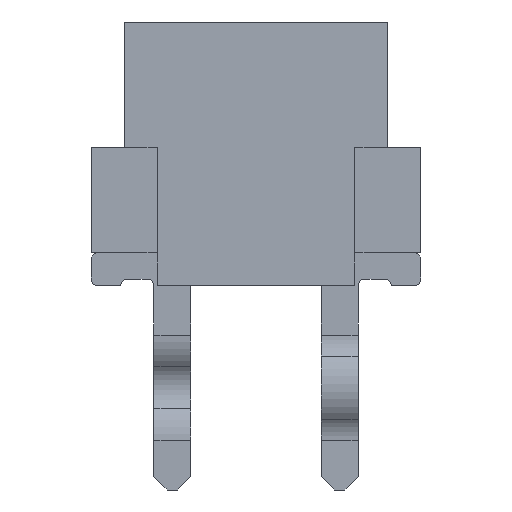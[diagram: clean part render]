
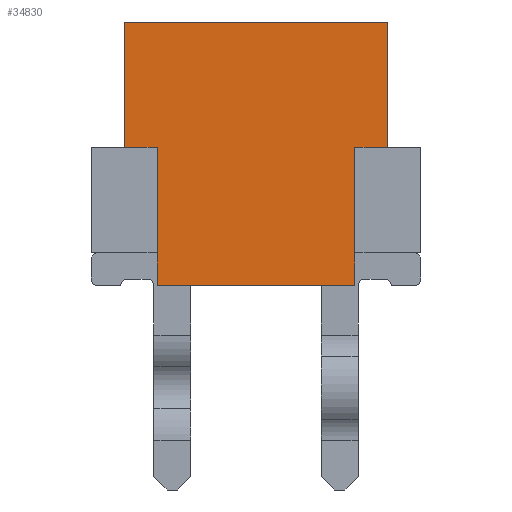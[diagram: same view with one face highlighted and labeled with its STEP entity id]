
A CAD part, front view. The second image highlights one B-rep face of the part: STEP entity #34830.
In plain terms, the highlighted face is planar.
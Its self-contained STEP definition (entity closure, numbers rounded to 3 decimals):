
#723=PLANE('',#36827);
#3300=LINE('',#50133,#6364);
#3394=LINE('',#50326,#6458);
#3487=LINE('',#50504,#6551);
#3494=LINE('',#50518,#6558);
#3498=LINE('',#50526,#6562);
#3500=LINE('',#50529,#6564);
#3501=LINE('',#50531,#6565);
#3502=LINE('',#50532,#6566);
#3503=LINE('',#50534,#6567);
#3504=LINE('',#50536,#6568);
#6364=VECTOR('',#42629,1000.);
#6458=VECTOR('',#42781,1000.);
#6551=VECTOR('',#42902,1000.);
#6558=VECTOR('',#42915,1000.);
#6562=VECTOR('',#42921,1000.);
#6564=VECTOR('',#42925,1000.);
#6565=VECTOR('',#42928,1000.);
#6566=VECTOR('',#42929,1000.);
#6567=VECTOR('',#42930,1000.);
#6568=VECTOR('',#42931,1000.);
#12749=ORIENTED_EDGE('',*,*,#17762,.F.);
#12750=ORIENTED_EDGE('',*,*,#17869,.F.);
#12751=ORIENTED_EDGE('',*,*,#17868,.F.);
#12752=ORIENTED_EDGE('',*,*,#17855,.F.);
#12753=ORIENTED_EDGE('',*,*,#17870,.F.);
#12754=ORIENTED_EDGE('',*,*,#17871,.F.);
#12755=ORIENTED_EDGE('',*,*,#17872,.F.);
#12756=ORIENTED_EDGE('',*,*,#17862,.F.);
#12757=ORIENTED_EDGE('',*,*,#17866,.F.);
#12758=ORIENTED_EDGE('',*,*,#17666,.F.);
#17666=EDGE_CURVE('',#20433,#18639,#3300,.T.);
#17762=EDGE_CURVE('',#20495,#20433,#3394,.T.);
#17855=EDGE_CURVE('',#20566,#20567,#3487,.T.);
#17862=EDGE_CURVE('',#20570,#20571,#3494,.T.);
#17866=EDGE_CURVE('',#18639,#20570,#3498,.T.);
#17868=EDGE_CURVE('',#20567,#18770,#3500,.T.);
#17869=EDGE_CURVE('',#18770,#20495,#3501,.T.);
#17870=EDGE_CURVE('',#20574,#20566,#3502,.T.);
#17871=EDGE_CURVE('',#20575,#20574,#3503,.T.);
#17872=EDGE_CURVE('',#20571,#20575,#3504,.T.);
#18639=VERTEX_POINT('',#44641);
#18770=VERTEX_POINT('',#45035);
#20433=VERTEX_POINT('',#50132);
#20495=VERTEX_POINT('',#50325);
#20566=VERTEX_POINT('',#50503);
#20567=VERTEX_POINT('',#50505);
#20570=VERTEX_POINT('',#50517);
#20571=VERTEX_POINT('',#50519);
#20574=VERTEX_POINT('',#50533);
#20575=VERTEX_POINT('',#50535);
#22549=EDGE_LOOP('',(#12749,#12750,#12751,#12752,#12753,#12754,#12755,#12756,
#12757,#12758));
#23915=FACE_BOUND('',#22549,.T.);
#34830=ADVANCED_FACE('',(#23915),#723,.F.);
#36827=AXIS2_PLACEMENT_3D('',#50530,#42926,#42927);
#42629=DIRECTION('',(0.,0.,1.));
#42781=DIRECTION('',(0.,-1.,0.));
#42902=DIRECTION('',(0.,-1.,0.));
#42915=DIRECTION('',(0.,-1.,0.));
#42921=DIRECTION('',(0.,0.,1.));
#42925=DIRECTION('',(0.,0.,-1.));
#42926=DIRECTION('',(-1.,0.,0.));
#42927=DIRECTION('',(0.,0.,1.));
#42928=DIRECTION('',(0.,0.,-1.));
#42929=DIRECTION('',(0.,0.,-1.));
#42930=DIRECTION('',(0.,1.,0.));
#42931=DIRECTION('',(0.,0.,1.));
#44641=CARTESIAN_POINT('',(10.425,-1.5,-1.6));
#45035=CARTESIAN_POINT('',(10.425,1.5,-1.6));
#50132=CARTESIAN_POINT('',(10.425,-1.5,-2.1));
#50133=CARTESIAN_POINT('',(10.425,-1.5,-2.1));
#50325=CARTESIAN_POINT('',(10.425,1.5,-2.1));
#50326=CARTESIAN_POINT('',(10.425,1.5,-2.1));
#50503=CARTESIAN_POINT('',(10.425,2.,0.));
#50504=CARTESIAN_POINT('',(10.425,2.,0.));
#50505=CARTESIAN_POINT('',(10.425,1.5,0.));
#50517=CARTESIAN_POINT('',(10.425,-1.5,0.));
#50518=CARTESIAN_POINT('',(10.425,-1.5,0.));
#50519=CARTESIAN_POINT('',(10.425,-2.,0.));
#50526=CARTESIAN_POINT('',(10.425,-1.5,-2.1));
#50529=CARTESIAN_POINT('',(10.425,1.5,0.));
#50530=CARTESIAN_POINT('',(10.425,0.,0.));
#50531=CARTESIAN_POINT('',(10.425,1.5,0.));
#50532=CARTESIAN_POINT('',(10.425,2.,1.9));
#50533=CARTESIAN_POINT('',(10.425,2.,1.9));
#50534=CARTESIAN_POINT('',(10.425,-2.,1.9));
#50535=CARTESIAN_POINT('',(10.425,-2.,1.9));
#50536=CARTESIAN_POINT('',(10.425,-2.,0.));
